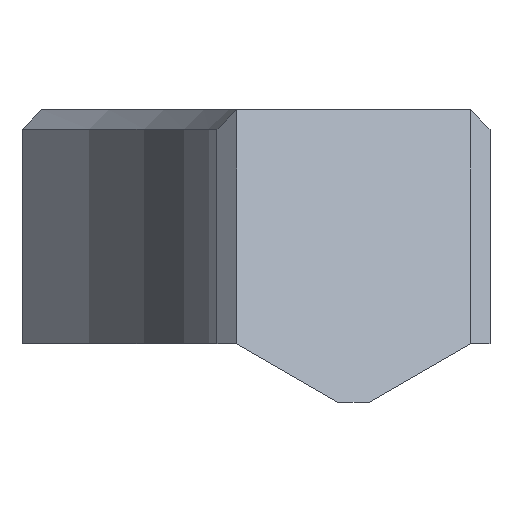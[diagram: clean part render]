
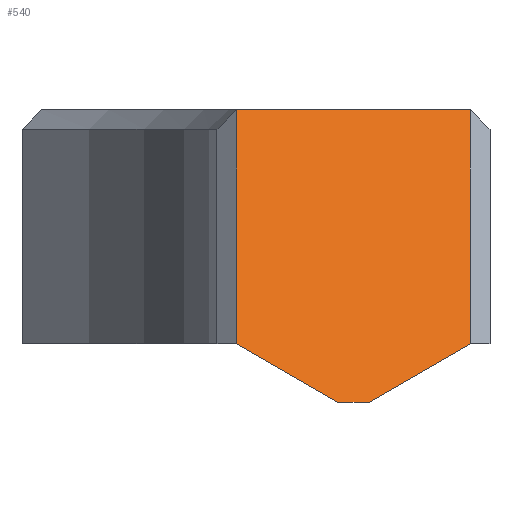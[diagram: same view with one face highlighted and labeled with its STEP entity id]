
A CAD part, front view. The second image highlights one B-rep face of the part: STEP entity #540.
In plain terms, the highlighted planar face has unit normal (0, -0.857, 0.515).
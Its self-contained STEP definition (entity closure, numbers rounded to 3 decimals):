
#62=FACE_OUTER_BOUND('',#92,.T.);
#92=EDGE_LOOP('',(#338,#339,#340,#341,#342,#343));
#124=LINE('',#790,#168);
#125=LINE('',#792,#169);
#126=LINE('',#794,#170);
#127=LINE('',#796,#171);
#128=LINE('',#798,#172);
#129=LINE('',#799,#173);
#168=VECTOR('',#644,10.);
#169=VECTOR('',#645,10.);
#170=VECTOR('',#646,10.);
#171=VECTOR('',#647,10.);
#172=VECTOR('',#648,10.);
#173=VECTOR('',#649,10.);
#212=VERTEX_POINT('',#788);
#213=VERTEX_POINT('',#789);
#214=VERTEX_POINT('',#791);
#215=VERTEX_POINT('',#793);
#216=VERTEX_POINT('',#795);
#217=VERTEX_POINT('',#797);
#261=EDGE_CURVE('',#212,#213,#124,.T.);
#262=EDGE_CURVE('',#214,#213,#125,.T.);
#263=EDGE_CURVE('',#214,#215,#126,.T.);
#264=EDGE_CURVE('',#215,#216,#127,.F.);
#265=EDGE_CURVE('',#216,#217,#128,.T.);
#266=EDGE_CURVE('',#217,#212,#129,.F.);
#338=ORIENTED_EDGE('',*,*,#261,.T.);
#339=ORIENTED_EDGE('',*,*,#262,.F.);
#340=ORIENTED_EDGE('',*,*,#263,.T.);
#341=ORIENTED_EDGE('',*,*,#264,.T.);
#342=ORIENTED_EDGE('',*,*,#265,.T.);
#343=ORIENTED_EDGE('',*,*,#266,.T.);
#492=PLANE('',#590);
#540=ADVANCED_FACE('',(#62),#492,.F.);
#590=AXIS2_PLACEMENT_3D('',#787,#642,#643);
#642=DIRECTION('center_axis',(0.,0.857,-0.515));
#643=DIRECTION('ref_axis',(0.,0.515,0.857));
#644=DIRECTION('',(1.,0.,0.));
#645=DIRECTION('',(-0.829,-0.288,-0.479));
#646=DIRECTION('',(0.,0.515,0.857));
#647=DIRECTION('',(1.,0.,0.));
#648=DIRECTION('',(0.,-0.515,-0.857));
#649=DIRECTION('',(-0.829,0.288,0.479));
#787=CARTESIAN_POINT('Origin',(0.,-35.733,0.561));
#788=CARTESIAN_POINT('',(3.098,-36.671,-1.));
#789=CARTESIAN_POINT('',(3.902,-36.671,-1.));
#790=CARTESIAN_POINT('',(1.549,-36.671,-1.));
#791=CARTESIAN_POINT('',(6.5,-35.769,0.5));
#792=CARTESIAN_POINT('',(3.106,-36.947,-1.459));
#793=CARTESIAN_POINT('',(6.5,-32.164,6.5));
#794=CARTESIAN_POINT('',(6.5,-34.105,3.271));
#795=CARTESIAN_POINT('',(0.5,-32.164,6.5));
#796=CARTESIAN_POINT('',(0.,-32.164,6.5));
#797=CARTESIAN_POINT('',(0.5,-35.769,0.5));
#798=CARTESIAN_POINT('',(0.5,-33.832,3.725));
#799=CARTESIAN_POINT('',(0.295,-35.698,0.619));
